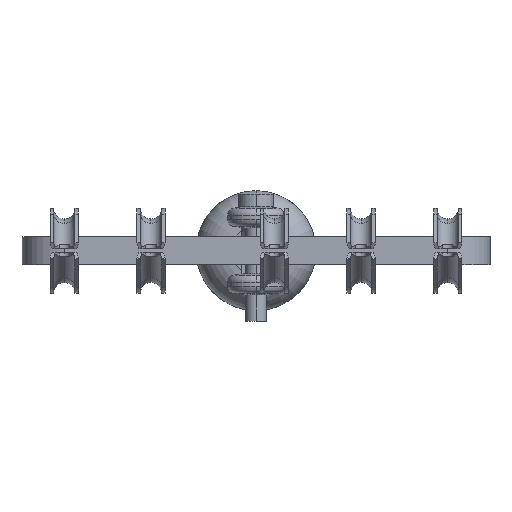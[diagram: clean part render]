
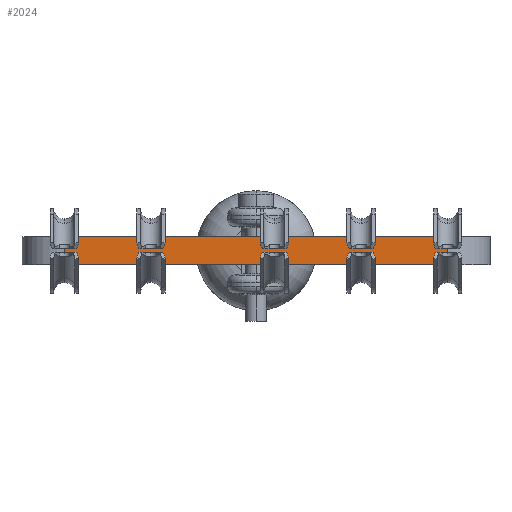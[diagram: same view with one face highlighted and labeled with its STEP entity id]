
A CAD part, front view. The second image highlights one B-rep face of the part: STEP entity #2024.
In plain terms, the highlighted planar face has unit normal (0, -1, 0).
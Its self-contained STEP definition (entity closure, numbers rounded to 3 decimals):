
#157 = VECTOR ( 'NONE', #3775, 1000. ) ;
#211 = VECTOR ( 'NONE', #738, 1000. ) ;
#356 = CARTESIAN_POINT ( 'NONE',  ( -54.385, 0., 4. ) ) ;
#485 = DIRECTION ( 'NONE',  ( -1., 0., 0. ) ) ;
#499 = ORIENTED_EDGE ( 'NONE', *, *, #3069, .T. ) ;
#738 = DIRECTION ( 'NONE',  ( 1., 0., 0. ) ) ;
#758 = ORIENTED_EDGE ( 'NONE', *, *, #2991, .T. ) ;
#1333 = CARTESIAN_POINT ( 'NONE',  ( -54.385, 0., -4. ) ) ;
#1522 = PLANE ( 'NONE',  #1953 ) ;
#1538 = CARTESIAN_POINT ( 'NONE',  ( -54.385, 0., 4. ) ) ;
#1882 = CARTESIAN_POINT ( 'NONE',  ( 54.385, 0., 4. ) ) ;
#1953 = AXIS2_PLACEMENT_3D ( 'NONE', #1538, #4137, #485 ) ;
#2024 = ADVANCED_FACE ( 'NONE', ( #3925 ), #1522, .F. ) ;
#2241 = CARTESIAN_POINT ( 'NONE',  ( 54.385, 0., 4. ) ) ;
#2316 = VERTEX_POINT ( 'NONE', #1333 ) ;
#2380 = LINE ( 'NONE', #356, #3534 ) ;
#2493 = VECTOR ( 'NONE', #3783, 1000. ) ;
#2573 = DIRECTION ( 'NONE',  ( 0., 0., -1. ) ) ;
#2664 = ORIENTED_EDGE ( 'NONE', *, *, #4166, .F. ) ;
#2991 = EDGE_CURVE ( 'NONE', #2316, #3241, #4345, .T. ) ;
#3011 = CARTESIAN_POINT ( 'NONE',  ( -54.385, 0., -4. ) ) ;
#3050 = VERTEX_POINT ( 'NONE', #4444 ) ;
#3069 = EDGE_CURVE ( 'NONE', #3050, #2316, #2380, .T. ) ;
#3241 = VERTEX_POINT ( 'NONE', #3416 ) ;
#3377 = CARTESIAN_POINT ( 'NONE',  ( -54.385, 0., 4. ) ) ;
#3416 = CARTESIAN_POINT ( 'NONE',  ( 54.385, 0., -4. ) ) ;
#3534 = VECTOR ( 'NONE', #2573, 1000. ) ;
#3775 = DIRECTION ( 'NONE',  ( 0., 0., -1. ) ) ;
#3783 = DIRECTION ( 'NONE',  ( 1., 0., 0. ) ) ;
#3909 = ORIENTED_EDGE ( 'NONE', *, *, #4195, .F. ) ;
#3925 = FACE_OUTER_BOUND ( 'NONE', #4503, .T. ) ;
#4054 = LINE ( 'NONE', #2241, #157 ) ;
#4137 = DIRECTION ( 'NONE',  ( 0., 1., 0. ) ) ;
#4166 = EDGE_CURVE ( 'NONE', #3050, #4216, #4636, .T. ) ;
#4195 = EDGE_CURVE ( 'NONE', #4216, #3241, #4054, .T. ) ;
#4216 = VERTEX_POINT ( 'NONE', #1882 ) ;
#4345 = LINE ( 'NONE', #3011, #2493 ) ;
#4444 = CARTESIAN_POINT ( 'NONE',  ( -54.385, 0., 4. ) ) ;
#4503 = EDGE_LOOP ( 'NONE', ( #758, #3909, #2664, #499 ) ) ;
#4636 = LINE ( 'NONE', #3377, #211 ) ;
